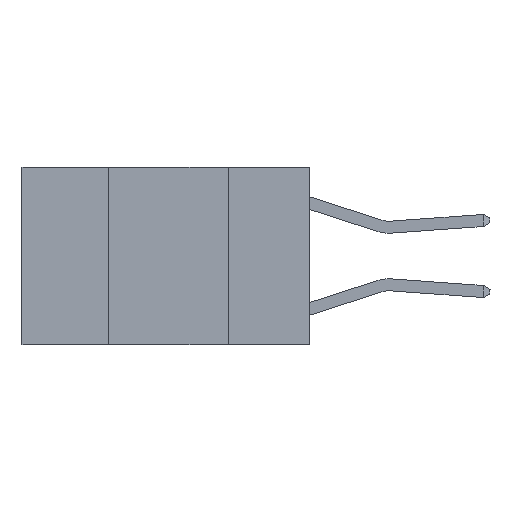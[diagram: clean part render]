
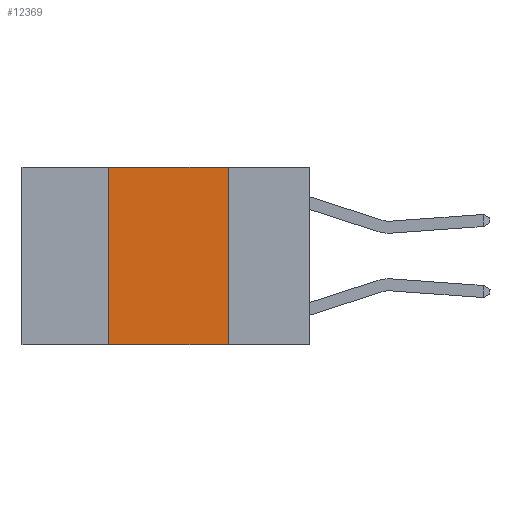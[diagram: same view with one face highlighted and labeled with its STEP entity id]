
A CAD part, left-side view. The second image highlights one B-rep face of the part: STEP entity #12369.
In plain terms, the highlighted planar face has unit normal (-1, 0, 0).
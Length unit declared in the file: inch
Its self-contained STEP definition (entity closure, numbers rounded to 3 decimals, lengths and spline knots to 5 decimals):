
#121 = ORIENTED_EDGE ( 'NONE', *, *, #11936, .T. ) ;
#573 = VERTEX_POINT ( 'NONE', #12561 ) ;
#1457 = LINE ( 'NONE', #2065, #11634 ) ;
#2065 = CARTESIAN_POINT ( 'NONE',  ( 0., 0.42, 0. ) ) ;
#2071 = DIRECTION ( 'NONE',  ( 0., -1., 0. ) ) ;
#2450 = ORIENTED_EDGE ( 'NONE', *, *, #7547, .F. ) ;
#2801 = CARTESIAN_POINT ( 'NONE',  ( 0., 0.17, 0. ) ) ;
#3063 = DIRECTION ( 'NONE',  ( 0., 0., 1. ) ) ;
#3125 = VECTOR ( 'NONE', #9633, 39.37008 ) ;
#4038 = PLANE ( 'NONE',  #12675 ) ;
#4069 = EDGE_LOOP ( 'NONE', ( #12606, #2450, #10301, #121 ) ) ;
#4231 = EDGE_CURVE ( 'NONE', #8545, #9294, #10642, .T. ) ;
#5024 = DIRECTION ( 'NONE',  ( 0., 0., -1. ) ) ;
#5318 = DIRECTION ( 'NONE',  ( 0., -1., 0. ) ) ;
#6006 = FACE_OUTER_BOUND ( 'NONE', #4069, .T. ) ;
#6020 = LINE ( 'NONE', #8949, #8294 ) ;
#6043 = VERTEX_POINT ( 'NONE', #8353 ) ;
#6812 = CARTESIAN_POINT ( 'NONE',  ( 0., 0.17, -0.37 ) ) ;
#6919 = VECTOR ( 'NONE', #5318, 39.37008 ) ;
#7547 = EDGE_CURVE ( 'NONE', #6043, #8545, #9196, .T. ) ;
#7925 = CARTESIAN_POINT ( 'NONE',  ( 0., 0.6, 0. ) ) ;
#8294 = VECTOR ( 'NONE', #2071, 39.37008 ) ;
#8353 = CARTESIAN_POINT ( 'NONE',  ( 0., 0.42, 0. ) ) ;
#8545 = VERTEX_POINT ( 'NONE', #2801 ) ;
#8701 = EDGE_CURVE ( 'NONE', #573, #6043, #1457, .T. ) ;
#8949 = CARTESIAN_POINT ( 'NONE',  ( 0., 0.6, -0.37 ) ) ;
#9196 = LINE ( 'NONE', #12158, #6919 ) ;
#9294 = VERTEX_POINT ( 'NONE', #6812 ) ;
#9633 = DIRECTION ( 'NONE',  ( 0., 0., -1. ) ) ;
#10301 = ORIENTED_EDGE ( 'NONE', *, *, #8701, .F. ) ;
#10642 = LINE ( 'NONE', #12548, #3125 ) ;
#10875 = DIRECTION ( 'NONE',  ( 1., 0., 0. ) ) ;
#11634 = VECTOR ( 'NONE', #3063, 39.37008 ) ;
#11936 = EDGE_CURVE ( 'NONE', #573, #9294, #6020, .T. ) ;
#12158 = CARTESIAN_POINT ( 'NONE',  ( 0., 0.6, 0. ) ) ;
#12369 = ADVANCED_FACE ( 'NONE', ( #6006 ), #4038, .F. ) ;
#12548 = CARTESIAN_POINT ( 'NONE',  ( 0., 0.17, 0. ) ) ;
#12561 = CARTESIAN_POINT ( 'NONE',  ( 0., 0.42, -0.37 ) ) ;
#12606 = ORIENTED_EDGE ( 'NONE', *, *, #4231, .F. ) ;
#12675 = AXIS2_PLACEMENT_3D ( 'NONE', #7925, #10875, #5024 ) ;
